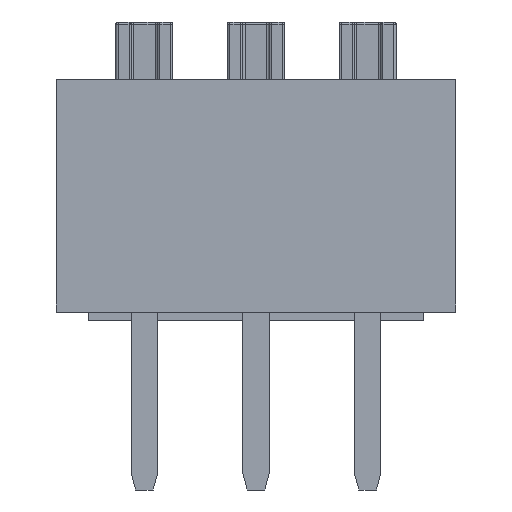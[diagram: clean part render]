
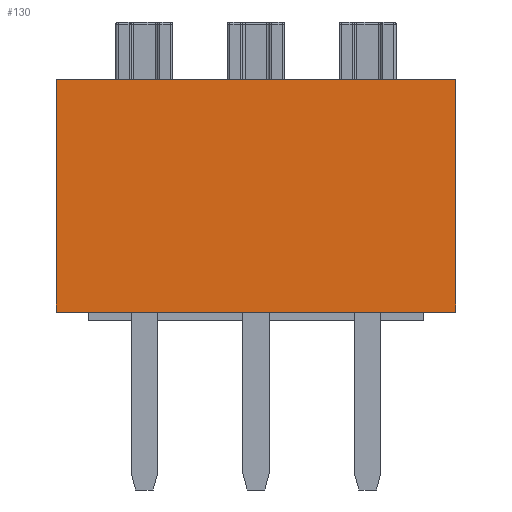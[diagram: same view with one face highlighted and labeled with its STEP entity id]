
A CAD part, front view. The second image highlights one B-rep face of the part: STEP entity #130.
In plain terms, the highlighted planar face has unit normal (0, -1, 0).
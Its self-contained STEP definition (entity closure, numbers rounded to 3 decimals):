
#130=ADVANCED_FACE('',(#4736),#4738,.T.);
#4736=FACE_BOUND('',#4737,.T.);
#4737=EDGE_LOOP('',(#8622,#8623,#8624,#8625));
#4738=PLANE('',#4739);
#4739=AXIS2_PLACEMENT_3D('',#4740,#4741,#4742);
#4740=CARTESIAN_POINT('',(1.27,-1.14,0.2));
#4741=DIRECTION('',(0.,-1.,0.));
#4742=DIRECTION('',(0.,0.,1.));
#8622=ORIENTED_EDGE('',*,*,#11332,.F.);
#8623=ORIENTED_EDGE('',*,*,#11365,.T.);
#8624=ORIENTED_EDGE('',*,*,#11027,.T.);
#8625=ORIENTED_EDGE('',*,*,#11024,.F.);
#11024=EDGE_CURVE('',#12409,#12411,#12412,.T.);
#11027=EDGE_CURVE('',#12416,#12411,#12417,.T.);
#11332=EDGE_CURVE('',#13018,#12409,#13020,.T.);
#11365=EDGE_CURVE('',#13018,#12416,#13085,.T.);
#12409=VERTEX_POINT('',#14691);
#12411=VERTEX_POINT('',#14695);
#12412=LINE('',#14696,#14697);
#12416=VERTEX_POINT('',#14706);
#12417=LINE('',#14707,#14708);
#13018=VERTEX_POINT('',#15998);
#13020=LINE('',#16002,#16003);
#13085=LINE('',#16133,#16134);
#14691=CARTESIAN_POINT('',(-2.,-1.14,0.2));
#14695=CARTESIAN_POINT('',(-2.,-1.14,5.5));
#14696=CARTESIAN_POINT('',(-2.,-1.14,0.2));
#14697=VECTOR('',#14698,1.);
#14698=DIRECTION('',(0.,0.,1.));
#14706=CARTESIAN_POINT('',(7.08,-1.14,5.5));
#14707=CARTESIAN_POINT('',(7.08,-1.14,5.5));
#14708=VECTOR('',#14709,1.);
#14709=DIRECTION('',(-1.,0.,0.));
#15998=CARTESIAN_POINT('',(7.08,-1.14,0.2));
#16002=CARTESIAN_POINT('',(7.08,-1.14,0.2));
#16003=VECTOR('',#16004,1.);
#16004=DIRECTION('',(-1.,0.,0.));
#16133=CARTESIAN_POINT('',(7.08,-1.14,0.2));
#16134=VECTOR('',#16135,1.);
#16135=DIRECTION('',(0.,0.,1.));
